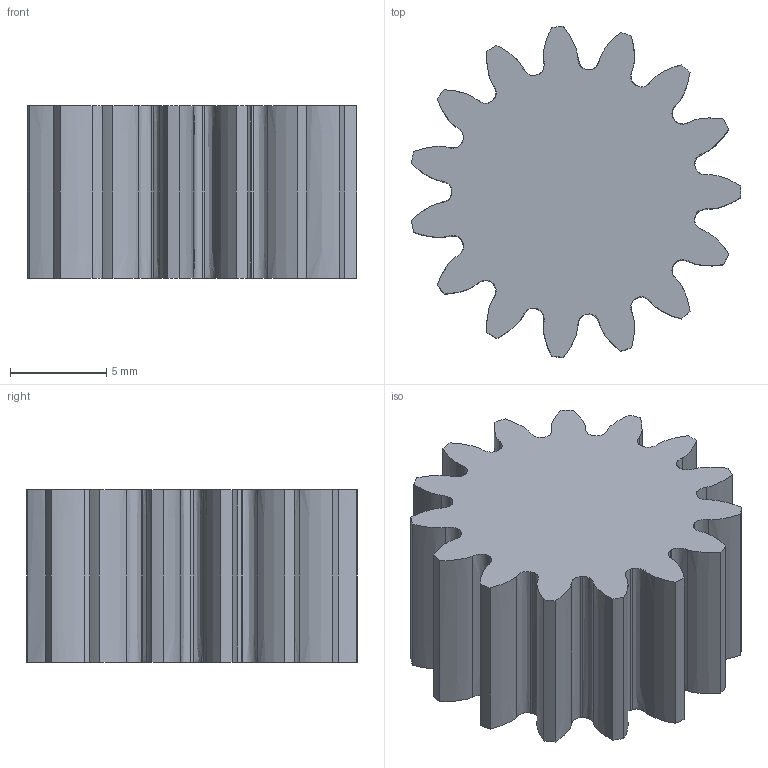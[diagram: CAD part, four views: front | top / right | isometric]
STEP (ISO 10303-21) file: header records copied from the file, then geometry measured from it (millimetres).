
FILE_DESCRIPTION(('STEP AP214'), '1');
FILE_NAME('櫻蠉錪', '', ('UNSPECIFIED'), ('UNSPECIFIED'), 'C3D Converter', 'C3D Toolkit', '');
FILE_SCHEMA(('AUTOMOTIVE_DESIGN { 1 0 10303 214 3 1 1}'));
Length unit declared in the file: millimetre
Bounding box: 17.13 x 17.22 x 9 mm (x, y, z)
Volume: 1617.5 mm3; surface area: 1175.8 mm2
Topology: 1 solids, 1 shells, 92 faces, 270 edges, 180 vertices
Faces by surface type: extrusion 60, cylinder 30, plane 2
Entity records: 5930 total; most frequent: CARTESIAN_POINT 2883, ORIENTED_EDGE 540, DIRECTION 336, EDGE_CURVE 270, B_SPLINE_CURVE_WITH_KNOTS 180, VERTEX_POINT 180, VECTOR 150, AXIS2_PLACEMENT_3D 93
